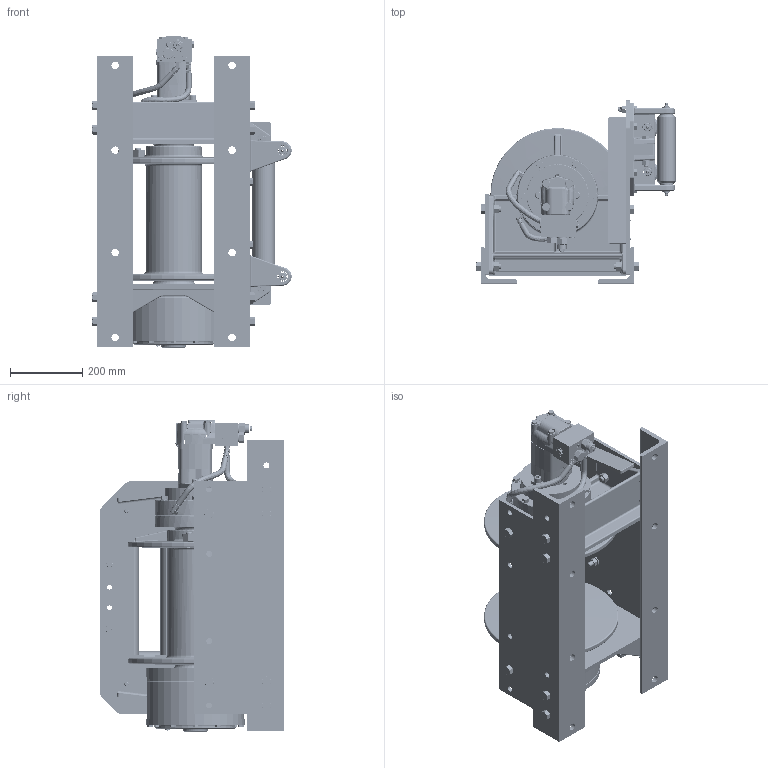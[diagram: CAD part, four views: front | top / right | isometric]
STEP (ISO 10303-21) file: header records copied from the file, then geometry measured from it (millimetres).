
FILE_DESCRIPTION((''),'2;1');
FILE_NAME('TWG-TEMP','2020-10-18T23:11:29',('Administrator'),(''),'CREO PARAMETRIC BY PTC INC, 2019030','CREO PARAMETRIC BY PTC INC, 2019030','');
FILE_SCHEMA(('AUTOMOTIVE_DESIGN { 1 0 10303 214 1 1 1 1 }'));
Products named in the file (1): TWG-TEMP
Bounding box: 551.97 x 508 x 865.16 mm (x, y, z)
Volume: 49533.5 mm3; surface area: 3995557.8 mm2
Topology: 2 solids, 308 shells, 3700 faces, 11838 edges, 8213 vertices
Faces by surface type: plane 1312, cylinder 990, torus 641, cone 393, bspline 290, sphere 74
Entity records: 196108 total; most frequent: CARTESIAN_POINT 73625, ORIENTED_EDGE 19124, DIRECTION 18157, EDGE_CURVE 11721, VERTEX_POINT 8214, AXIS2_PLACEMENT_3D 6622, VECTOR 4910, LINE 4910
